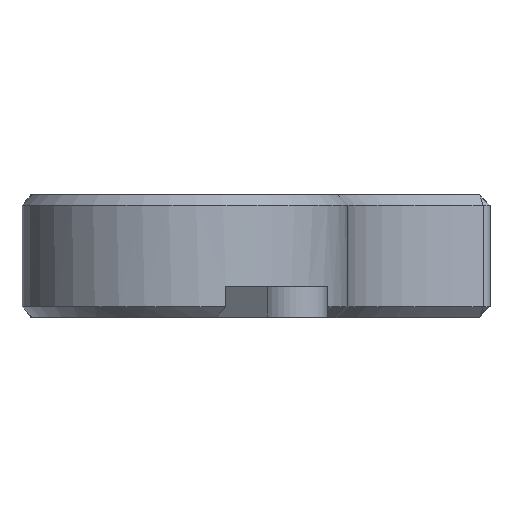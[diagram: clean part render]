
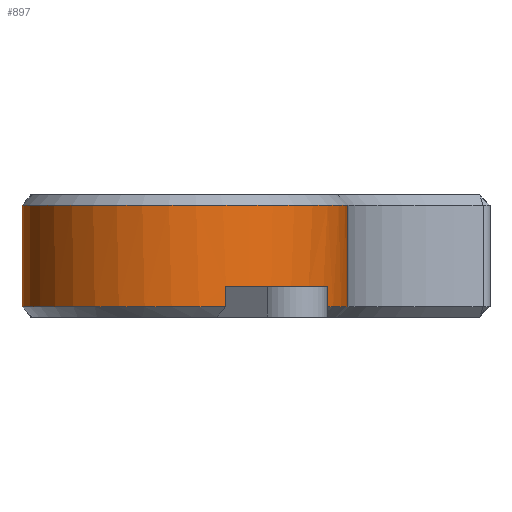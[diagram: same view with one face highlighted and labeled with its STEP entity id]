
A CAD part, front view. The second image highlights one B-rep face of the part: STEP entity #897.
In plain terms, the highlighted cylindrical face has radius 16 mm (diameter 32 mm), a partial arc.
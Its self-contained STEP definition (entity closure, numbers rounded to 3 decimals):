
#19=CYLINDRICAL_SURFACE('',#981,16.);
#74=FACE_OUTER_BOUND('',#133,.T.);
#133=EDGE_LOOP('',(#635,#636,#637,#638,#639,#640,#641,#642));
#200=LINE('',#1422,#280);
#201=LINE('',#1426,#281);
#202=LINE('',#1430,#282);
#203=LINE('',#1433,#283);
#280=VECTOR('',#1124,10.);
#281=VECTOR('',#1127,10.);
#282=VECTOR('',#1130,10.);
#283=VECTOR('',#1133,10.);
#348=CIRCLE('',#963,16.);
#357=CIRCLE('',#982,16.);
#358=CIRCLE('',#983,16.);
#359=CIRCLE('',#984,16.);
#392=VERTEX_POINT('',#1363);
#395=VERTEX_POINT('',#1370);
#410=VERTEX_POINT('',#1421);
#411=VERTEX_POINT('',#1423);
#412=VERTEX_POINT('',#1425);
#413=VERTEX_POINT('',#1427);
#414=VERTEX_POINT('',#1429);
#415=VERTEX_POINT('',#1431);
#471=EDGE_CURVE('',#395,#392,#348,.T.);
#494=EDGE_CURVE('',#395,#410,#200,.T.);
#495=EDGE_CURVE('',#411,#410,#357,.T.);
#496=EDGE_CURVE('',#412,#411,#201,.T.);
#497=EDGE_CURVE('',#413,#412,#358,.T.);
#498=EDGE_CURVE('',#413,#414,#202,.T.);
#499=EDGE_CURVE('',#414,#415,#359,.T.);
#500=EDGE_CURVE('',#415,#392,#203,.T.);
#635=ORIENTED_EDGE('',*,*,#471,.F.);
#636=ORIENTED_EDGE('',*,*,#494,.T.);
#637=ORIENTED_EDGE('',*,*,#495,.F.);
#638=ORIENTED_EDGE('',*,*,#496,.F.);
#639=ORIENTED_EDGE('',*,*,#497,.F.);
#640=ORIENTED_EDGE('',*,*,#498,.T.);
#641=ORIENTED_EDGE('',*,*,#499,.T.);
#642=ORIENTED_EDGE('',*,*,#500,.T.);
#897=ADVANCED_FACE('',(#74),#19,.T.);
#963=AXIS2_PLACEMENT_3D('',#1372,#1074,#1075);
#981=AXIS2_PLACEMENT_3D('',#1420,#1122,#1123);
#982=AXIS2_PLACEMENT_3D('',#1424,#1125,#1126);
#983=AXIS2_PLACEMENT_3D('',#1428,#1128,#1129);
#984=AXIS2_PLACEMENT_3D('',#1432,#1131,#1132);
#1074=DIRECTION('center_axis',(0.,0.,-1.));
#1075=DIRECTION('ref_axis',(0.936,-0.353,0.));
#1122=DIRECTION('center_axis',(0.,0.,1.));
#1123=DIRECTION('ref_axis',(-0.179,-0.984,0.));
#1124=DIRECTION('',(0.,0.,1.));
#1125=DIRECTION('center_axis',(0.,0.,1.));
#1126=DIRECTION('ref_axis',(0.936,-0.353,0.));
#1127=DIRECTION('',(0.,0.,1.));
#1128=DIRECTION('center_axis',(0.,0.,-1.));
#1129=DIRECTION('ref_axis',(-0.936,0.353,0.));
#1130=DIRECTION('',(0.,0.,1.));
#1131=DIRECTION('center_axis',(0.,0.,1.));
#1132=DIRECTION('ref_axis',(-0.936,0.353,0.));
#1133=DIRECTION('',(0.,0.,-1.));
#1363=CARTESIAN_POINT('',(12.191,-10.363,1.));
#1370=CARTESIAN_POINT('',(16.,0.,1.));
#1372=CARTESIAN_POINT('Origin',(0.,0.,1.));
#1420=CARTESIAN_POINT('Origin',(0.,0.,0.));
#1421=CARTESIAN_POINT('',(16.,0.,11.));
#1422=CARTESIAN_POINT('',(16.,0.,0.));
#1423=CARTESIAN_POINT('',(-14.97,5.648,11.));
#1424=CARTESIAN_POINT('Origin',(0.,0.,11.));
#1425=CARTESIAN_POINT('',(-14.97,5.648,1.));
#1426=CARTESIAN_POINT('',(-14.97,5.648,0.));
#1427=CARTESIAN_POINT('',(4.042,-15.481,1.));
#1428=CARTESIAN_POINT('Origin',(0.,0.,1.));
#1429=CARTESIAN_POINT('',(4.042,-15.481,3.));
#1430=CARTESIAN_POINT('',(4.042,-15.481,0.));
#1431=CARTESIAN_POINT('',(12.191,-10.363,3.));
#1432=CARTESIAN_POINT('Origin',(0.,0.,3.));
#1433=CARTESIAN_POINT('',(12.191,-10.363,0.));
